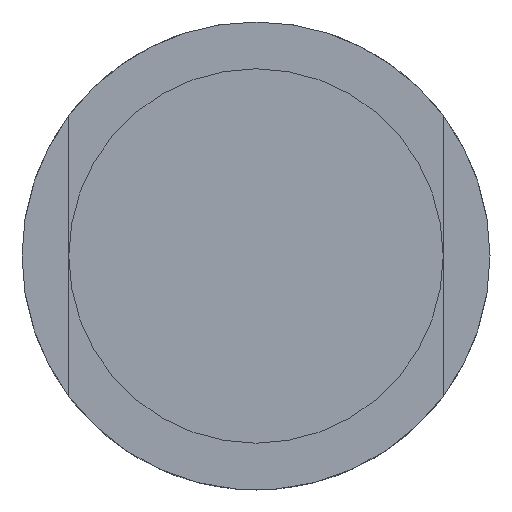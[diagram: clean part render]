
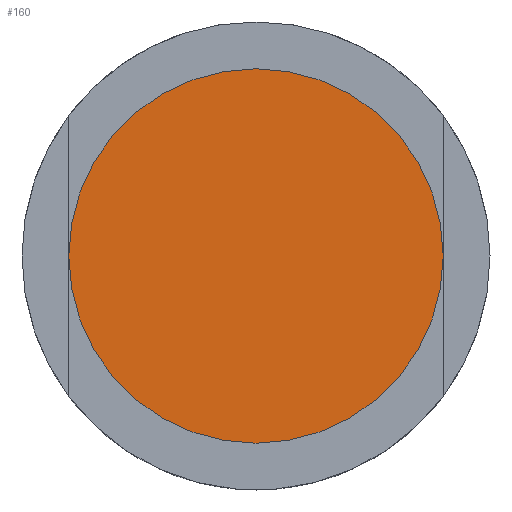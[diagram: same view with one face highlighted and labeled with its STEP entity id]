
A CAD part, front view. The second image highlights one B-rep face of the part: STEP entity #160.
In plain terms, the highlighted planar face has unit normal (0, -1, 0).
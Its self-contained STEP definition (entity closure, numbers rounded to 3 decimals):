
#20=PLANE('',#181);
#55=FACE_OUTER_BOUND('',#68,.T.);
#68=EDGE_LOOP('',(#143));
#79=CIRCLE('',#182,4.);
#93=VERTEX_POINT('',#277);
#111=EDGE_CURVE('',#93,#93,#79,.T.);
#143=ORIENTED_EDGE('',*,*,#111,.F.);
#160=ADVANCED_FACE('',(#55),#20,.T.);
#181=AXIS2_PLACEMENT_3D('',#276,#228,#229);
#182=AXIS2_PLACEMENT_3D('',#278,#230,#231);
#228=DIRECTION('center_axis',(0.,-1.,0.));
#229=DIRECTION('ref_axis',(0.,0.,-1.));
#230=DIRECTION('center_axis',(0.,1.,0.));
#231=DIRECTION('ref_axis',(1.,0.,0.));
#276=CARTESIAN_POINT('Origin',(0.,-16.,4.));
#277=CARTESIAN_POINT('',(0.,-16.,4.));
#278=CARTESIAN_POINT('Origin',(0.,-16.,0.));
